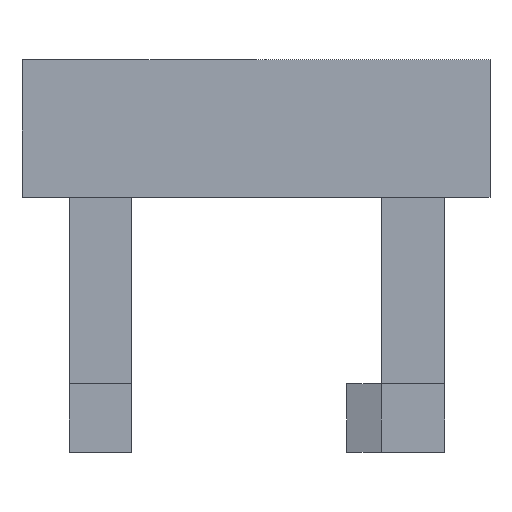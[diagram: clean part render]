
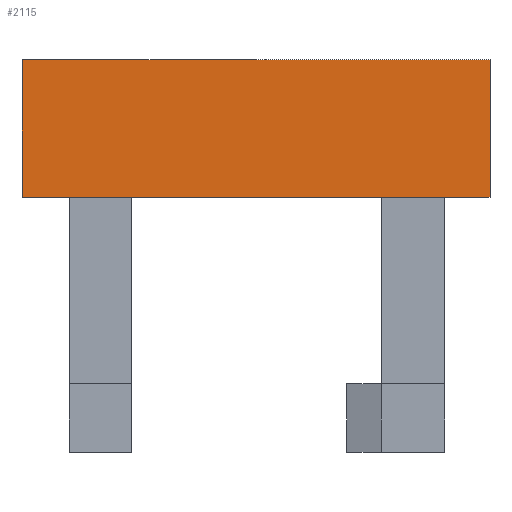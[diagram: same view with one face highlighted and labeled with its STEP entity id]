
A CAD part, left-side view. The second image highlights one B-rep face of the part: STEP entity #2115.
In plain terms, the highlighted planar face has unit normal (-1, 0, 0).
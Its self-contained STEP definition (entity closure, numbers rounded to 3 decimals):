
#90 = VERTEX_POINT ( 'NONE', #1230 ) ;
#137 = ORIENTED_EDGE ( 'NONE', *, *, #3534, .T. ) ;
#161 = CARTESIAN_POINT ( 'NONE',  ( 121.155, -14.72, 61.705 ) ) ;
#199 = VECTOR ( 'NONE', #3923, 1000. ) ;
#340 = CARTESIAN_POINT ( 'NONE',  ( 121.155, 53.18, 61.705 ) ) ;
#429 = DIRECTION ( 'NONE',  ( 0., 0., -1. ) ) ;
#483 = CARTESIAN_POINT ( 'NONE',  ( 121.155, 53.18, 61.705 ) ) ;
#522 = LINE ( 'NONE', #2673, #199 ) ;
#606 = CARTESIAN_POINT ( 'NONE',  ( 121.155, -14.72, 61.705 ) ) ;
#666 = EDGE_CURVE ( 'NONE', #3750, #90, #3145, .T. ) ;
#691 = FACE_OUTER_BOUND ( 'NONE', #3895, .T. ) ;
#1230 = CARTESIAN_POINT ( 'NONE',  ( 121.155, 53.18, 41.705 ) ) ;
#1341 = LINE ( 'NONE', #161, #1702 ) ;
#1481 = VERTEX_POINT ( 'NONE', #3068 ) ;
#1665 = ORIENTED_EDGE ( 'NONE', *, *, #666, .T. ) ;
#1677 = PLANE ( 'NONE',  #2935 ) ;
#1702 = VECTOR ( 'NONE', #429, 1000. ) ;
#1780 = DIRECTION ( 'NONE',  ( 0., -1., 0. ) ) ;
#1977 = VERTEX_POINT ( 'NONE', #606 ) ;
#2106 = LINE ( 'NONE', #483, #3984 ) ;
#2115 = ADVANCED_FACE ( 'NONE', ( #691 ), #1677, .T. ) ;
#2241 = DIRECTION ( 'NONE',  ( -1., 0., 0. ) ) ;
#2379 = ORIENTED_EDGE ( 'NONE', *, *, #2930, .F. ) ;
#2603 = VECTOR ( 'NONE', #2833, 1000. ) ;
#2673 = CARTESIAN_POINT ( 'NONE',  ( 121.155, 53.18, 41.705 ) ) ;
#2833 = DIRECTION ( 'NONE',  ( 0., 0., -1. ) ) ;
#2854 = DIRECTION ( 'NONE',  ( 0., 0., 1. ) ) ;
#2896 = CARTESIAN_POINT ( 'NONE',  ( 121.155, 53.18, 61.705 ) ) ;
#2930 = EDGE_CURVE ( 'NONE', #1977, #1481, #1341, .T. ) ;
#2935 = AXIS2_PLACEMENT_3D ( 'NONE', #3843, #2241, #2854 ) ;
#3068 = CARTESIAN_POINT ( 'NONE',  ( 121.155, -14.72, 41.705 ) ) ;
#3085 = EDGE_CURVE ( 'NONE', #3750, #1977, #2106, .T. ) ;
#3145 = LINE ( 'NONE', #340, #2603 ) ;
#3534 = EDGE_CURVE ( 'NONE', #90, #1481, #522, .T. ) ;
#3574 = ORIENTED_EDGE ( 'NONE', *, *, #3085, .F. ) ;
#3750 = VERTEX_POINT ( 'NONE', #2896 ) ;
#3843 = CARTESIAN_POINT ( 'NONE',  ( 121.155, 53.18, 61.705 ) ) ;
#3895 = EDGE_LOOP ( 'NONE', ( #137, #2379, #3574, #1665 ) ) ;
#3923 = DIRECTION ( 'NONE',  ( 0., -1., 0. ) ) ;
#3984 = VECTOR ( 'NONE', #1780, 1000. ) ;
